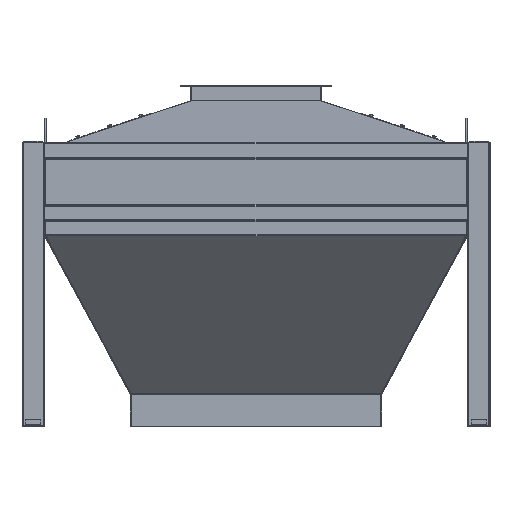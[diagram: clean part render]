
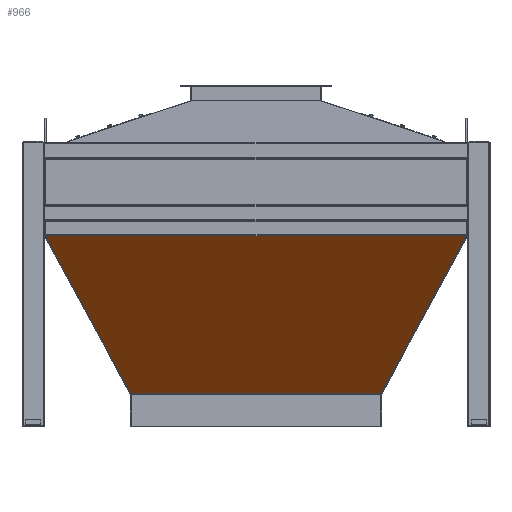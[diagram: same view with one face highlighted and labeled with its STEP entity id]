
A CAD part, top view. The second image highlights one B-rep face of the part: STEP entity #966.
In plain terms, the highlighted planar face has unit normal (0, -0.703, 0.711).
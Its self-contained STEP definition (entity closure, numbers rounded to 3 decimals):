
#55 = PLANE ( 'NONE',  #6955 ) ;
#121 = CARTESIAN_POINT ( 'NONE',  ( 742., -2.11, 2.133 ) ) ;
#895 = DIRECTION ( 'NONE',  ( 0., -0.703, 0.711 ) ) ;
#966 = ADVANCED_FACE ( 'NONE', ( #9079 ), #55, .T. ) ;
#1117 = EDGE_CURVE ( 'NONE', #6839, #3863, #4319, .T. ) ;
#1414 = ORIENTED_EDGE ( 'NONE', *, *, #5709, .F. ) ;
#1541 = EDGE_CURVE ( 'NONE', #5724, #5516, #8696, .T. ) ;
#2803 = CARTESIAN_POINT ( 'NONE',  ( -742., -2.11, 2.133 ) ) ;
#2980 = VECTOR ( 'NONE', #3801, 1000. ) ;
#3084 = DIRECTION ( 'NONE',  ( 1., 0., 0. ) ) ;
#3413 = CARTESIAN_POINT ( 'NONE',  ( 742., -2.11, 2.133 ) ) ;
#3679 = EDGE_CURVE ( 'NONE', #5516, #3863, #6188, .T. ) ;
#3801 = DIRECTION ( 'NONE',  ( 1., 0., 0. ) ) ;
#3863 = VERTEX_POINT ( 'NONE', #9186 ) ;
#4319 = LINE ( 'NONE', #3413, #6203 ) ;
#5001 = VECTOR ( 'NONE', #9678, 1000. ) ;
#5403 = CARTESIAN_POINT ( 'NONE',  ( 0., -2.11, 2.133 ) ) ;
#5516 = VERTEX_POINT ( 'NONE', #9144 ) ;
#5709 = EDGE_CURVE ( 'NONE', #5724, #6839, #8819, .T. ) ;
#5724 = VERTEX_POINT ( 'NONE', #7101 ) ;
#5986 = VECTOR ( 'NONE', #3084, 1000. ) ;
#6188 = LINE ( 'NONE', #7146, #5986 ) ;
#6203 = VECTOR ( 'NONE', #7574, 1000. ) ;
#6828 = EDGE_LOOP ( 'NONE', ( #10480, #9561, #7053, #1414 ) ) ;
#6839 = VERTEX_POINT ( 'NONE', #121 ) ;
#6955 = AXIS2_PLACEMENT_3D ( 'NONE', #8920, #895, #7360 ) ;
#7053 = ORIENTED_EDGE ( 'NONE', *, *, #1117, .F. ) ;
#7101 = CARTESIAN_POINT ( 'NONE',  ( -742., -2.11, 2.133 ) ) ;
#7146 = CARTESIAN_POINT ( 'NONE',  ( 0., -560.11, -549.867 ) ) ;
#7360 = DIRECTION ( 'NONE',  ( -1., 0., 0. ) ) ;
#7574 = DIRECTION ( 'NONE',  ( -0.356, -0.664, -0.657 ) ) ;
#8696 = LINE ( 'NONE', #2803, #5001 ) ;
#8819 = LINE ( 'NONE', #5403, #2980 ) ;
#8920 = CARTESIAN_POINT ( 'NONE',  ( 0., -2.11, 2.133 ) ) ;
#9079 = FACE_OUTER_BOUND ( 'NONE', #6828, .T. ) ;
#9144 = CARTESIAN_POINT ( 'NONE',  ( -443., -560.11, -549.867 ) ) ;
#9186 = CARTESIAN_POINT ( 'NONE',  ( 443., -560.11, -549.867 ) ) ;
#9561 = ORIENTED_EDGE ( 'NONE', *, *, #3679, .T. ) ;
#9678 = DIRECTION ( 'NONE',  ( 0.356, -0.664, -0.657 ) ) ;
#10480 = ORIENTED_EDGE ( 'NONE', *, *, #1541, .T. ) ;
